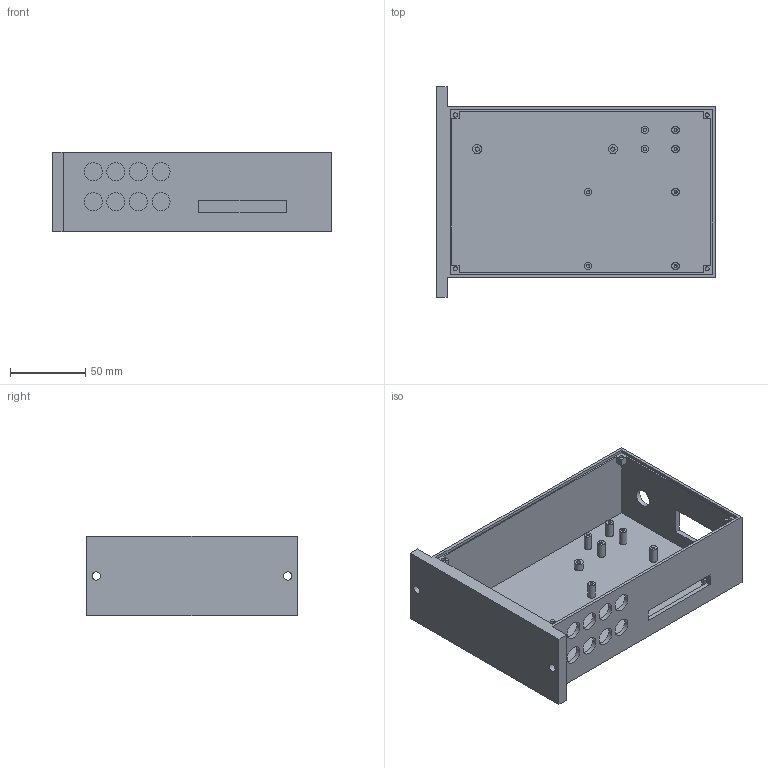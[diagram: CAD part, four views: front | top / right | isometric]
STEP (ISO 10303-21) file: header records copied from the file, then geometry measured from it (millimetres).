
FILE_DESCRIPTION(/* description */ (''),/* implementation_level */ '2;1');
FILE_NAME(/* name */ 'module_main v2.step',/* time_stamp */ '2024-10-21T12:18:02-07:00',/* author */ (''),/* organization */ (''),/* preprocessor_version */ 'ST-DEVELOPER v20',/* originating_system */ 'Autodesk Translation Framework v13.20.0.188',/* authorisation */ '');
FILE_SCHEMA (('AUTOMOTIVE_DESIGN { 1 0 10303 214 3 1 1 }'));
Length unit declared in the file: millimetre
Products named in the file (1): module_main
Bounding box: 185 x 139.7 x 53 mm (x, y, z)
Volume: 190828.6 mm3; surface area: 103585.7 mm2
Topology: 1 solids, 1 shells, 94 faces, 221 edges, 146 vertices
Faces by surface type: plane 55, cylinder 35, cone 4
Full cylindrical faces by diameter (mm): 2 x8, 2.75 x6, 5 x8, 5.5 x2, 6 x2, 12 x9
Entity records: 2784 total; most frequent: DIRECTION 477, CARTESIAN_POINT 458, ORIENTED_EDGE 434, EDGE_CURVE 217, AXIS2_PLACEMENT_3D 165, EDGE_LOOP 149, LINE 147, VECTOR 147
